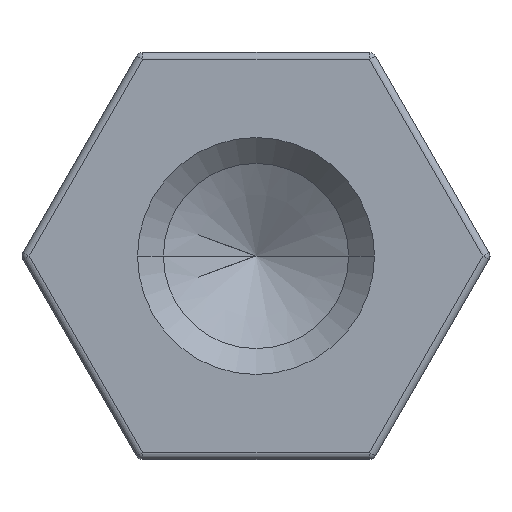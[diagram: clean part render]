
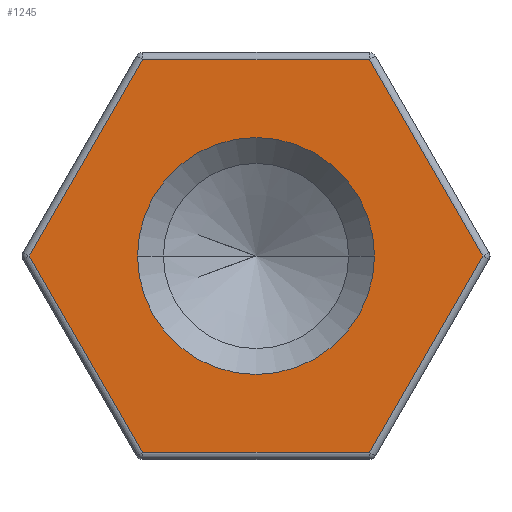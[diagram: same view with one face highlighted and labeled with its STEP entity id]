
A CAD part, left-side view. The second image highlights one B-rep face of the part: STEP entity #1245.
In plain terms, the highlighted planar face has unit normal (-1, 0, 0).
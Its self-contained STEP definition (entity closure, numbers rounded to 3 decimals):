
#21 = CIRCLE ( 'NONE', #67, 1.6 ) ;
#29 = AXIS2_PLACEMENT_3D ( 'NONE', #906, #1274, #1271 ) ;
#67 = AXIS2_PLACEMENT_3D ( 'NONE', #1201, #1126, #1198 ) ;
#99 = EDGE_CURVE ( 'NONE', #627, #530, #21, .T. ) ;
#102 = CIRCLE ( 'NONE', #29, 1.6 ) ;
#139 = VECTOR ( 'NONE', #1041, 1000. ) ;
#147 = EDGE_CURVE ( 'NONE', #553, #826, #1339, .T. ) ;
#163 = EDGE_CURVE ( 'NONE', #530, #627, #102, .T. ) ;
#234 = PLANE ( 'NONE',  #640 ) ;
#245 = EDGE_CURVE ( 'NONE', #874, #553, #986, .T. ) ;
#249 = EDGE_CURVE ( 'NONE', #451, #337, #1328, .T. ) ;
#251 = EDGE_CURVE ( 'NONE', #337, #874, #937, .T. ) ;
#252 = VERTEX_POINT ( 'NONE', #1052 ) ;
#256 = EDGE_CURVE ( 'NONE', #826, #252, #1092, .T. ) ;
#265 = EDGE_CURVE ( 'NONE', #252, #451, #921, .T. ) ;
#267 = EDGE_LOOP ( 'NONE', ( #572, #573, #576, #585, #590, #591 ) ) ;
#284 = CARTESIAN_POINT ( 'NONE',  ( 0., 1.53, 2.65 ) ) ;
#318 = CARTESIAN_POINT ( 'NONE',  ( 0., 1.53, -2.65 ) ) ;
#337 = VERTEX_POINT ( 'NONE', #500 ) ;
#451 = VERTEX_POINT ( 'NONE', #284 ) ;
#500 = CARTESIAN_POINT ( 'NONE',  ( 0., 3.06, 0. ) ) ;
#511 = DIRECTION ( 'NONE',  ( 0., 1., 0. ) ) ;
#530 = VERTEX_POINT ( 'NONE', #901 ) ;
#553 = VERTEX_POINT ( 'NONE', #963 ) ;
#572 = ORIENTED_EDGE ( 'NONE', *, *, #256, .T. ) ;
#573 = ORIENTED_EDGE ( 'NONE', *, *, #265, .T. ) ;
#576 = ORIENTED_EDGE ( 'NONE', *, *, #249, .T. ) ;
#585 = ORIENTED_EDGE ( 'NONE', *, *, #251, .T. ) ;
#590 = ORIENTED_EDGE ( 'NONE', *, *, #245, .T. ) ;
#591 = ORIENTED_EDGE ( 'NONE', *, *, #147, .T. ) ;
#594 = ORIENTED_EDGE ( 'NONE', *, *, #163, .T. ) ;
#595 = ORIENTED_EDGE ( 'NONE', *, *, #99, .T. ) ;
#624 = VECTOR ( 'NONE', #1107, 1000. ) ;
#627 = VERTEX_POINT ( 'NONE', #1096 ) ;
#640 = AXIS2_PLACEMENT_3D ( 'NONE', #669, #1205, #511 ) ;
#645 = FACE_OUTER_BOUND ( 'NONE', #267, .T. ) ;
#669 = CARTESIAN_POINT ( 'NONE',  ( 0., 0., 0. ) ) ;
#826 = VERTEX_POINT ( 'NONE', #1406 ) ;
#846 = EDGE_LOOP ( 'NONE', ( #594, #595 ) ) ;
#874 = VERTEX_POINT ( 'NONE', #318 ) ;
#900 = VECTOR ( 'NONE', #1040, 1000. ) ;
#901 = CARTESIAN_POINT ( 'NONE',  ( 0., 1.6, 0. ) ) ;
#906 = CARTESIAN_POINT ( 'NONE',  ( 0., 0., 0. ) ) ;
#921 = LINE ( 'NONE', #1016, #900 ) ;
#937 = LINE ( 'NONE', #1105, #1296 ) ;
#938 = CARTESIAN_POINT ( 'NONE',  ( 0., 0., -2.65 ) ) ;
#963 = CARTESIAN_POINT ( 'NONE',  ( 0., -1.53, -2.65 ) ) ;
#986 = LINE ( 'NONE', #938, #1115 ) ;
#1008 = CARTESIAN_POINT ( 'NONE',  ( 0., -2.295, 1.325 ) ) ;
#1009 = CARTESIAN_POINT ( 'NONE',  ( 0., -2.295, -1.325 ) ) ;
#1016 = CARTESIAN_POINT ( 'NONE',  ( 0., 0., 2.65 ) ) ;
#1031 = DIRECTION ( 'NONE',  ( 0., -0.5, -0.866 ) ) ;
#1040 = DIRECTION ( 'NONE',  ( 0., 1., 0. ) ) ;
#1041 = DIRECTION ( 'NONE',  ( 0., 0.5, 0.866 ) ) ;
#1051 = DIRECTION ( 'NONE',  ( 0., -1., 0. ) ) ;
#1052 = CARTESIAN_POINT ( 'NONE',  ( 0., -1.53, 2.65 ) ) ;
#1053 = CARTESIAN_POINT ( 'NONE',  ( 0., 2.295, 1.325 ) ) ;
#1092 = LINE ( 'NONE', #1008, #139 ) ;
#1096 = CARTESIAN_POINT ( 'NONE',  ( 0., -1.6, 0. ) ) ;
#1105 = CARTESIAN_POINT ( 'NONE',  ( 0., 2.295, -1.325 ) ) ;
#1107 = DIRECTION ( 'NONE',  ( 0., 0.5, -0.866 ) ) ;
#1115 = VECTOR ( 'NONE', #1051, 1000. ) ;
#1120 = VECTOR ( 'NONE', #1139, 1000. ) ;
#1126 = DIRECTION ( 'NONE',  ( 1., 0., 0. ) ) ;
#1139 = DIRECTION ( 'NONE',  ( 0., -0.5, 0.866 ) ) ;
#1198 = DIRECTION ( 'NONE',  ( 0., 1., 0. ) ) ;
#1201 = CARTESIAN_POINT ( 'NONE',  ( 0., 0., 0. ) ) ;
#1205 = DIRECTION ( 'NONE',  ( 1., 0., 0. ) ) ;
#1245 = ADVANCED_FACE ( 'NONE', ( #645, #1336 ), #234, .F. ) ;
#1271 = DIRECTION ( 'NONE',  ( 0., 1., 0. ) ) ;
#1274 = DIRECTION ( 'NONE',  ( 1., 0., 0. ) ) ;
#1296 = VECTOR ( 'NONE', #1031, 1000. ) ;
#1328 = LINE ( 'NONE', #1053, #624 ) ;
#1336 = FACE_BOUND ( 'NONE', #846, .T. ) ;
#1339 = LINE ( 'NONE', #1009, #1120 ) ;
#1406 = CARTESIAN_POINT ( 'NONE',  ( 0., -3.06, 0. ) ) ;
